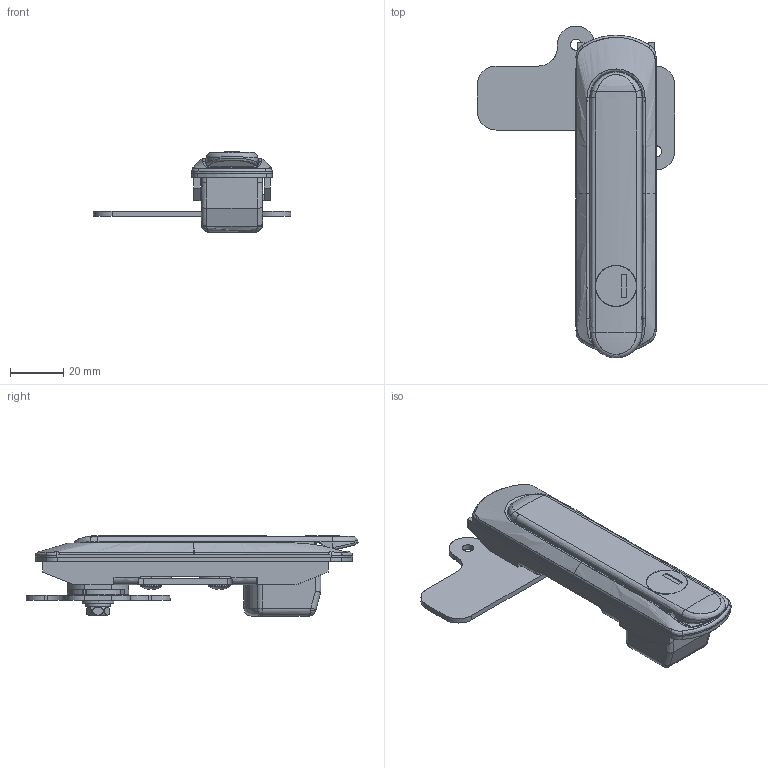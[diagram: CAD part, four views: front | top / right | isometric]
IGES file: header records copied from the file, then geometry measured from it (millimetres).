
Start section: SolidWorks IGES file using analytic representation for surfaces
Global section: file name: A-464-C-2-1-TAK60.IGS,15; native system: HSolidWorks 2014; preprocessor: SolidWorks 2014; author: 0849sm; date: 190801.102641; units: millimetre
Bounding box: 74 x 124.5 x 30.1 mm (x, y, z)
Surface area: 40848.4 mm2 (no closed solid volume)
Topology: 0 solids, 0 shells, 552 faces, 7378 edges, 7365 vertices
Faces by surface type: bspline 328, revolution 224
